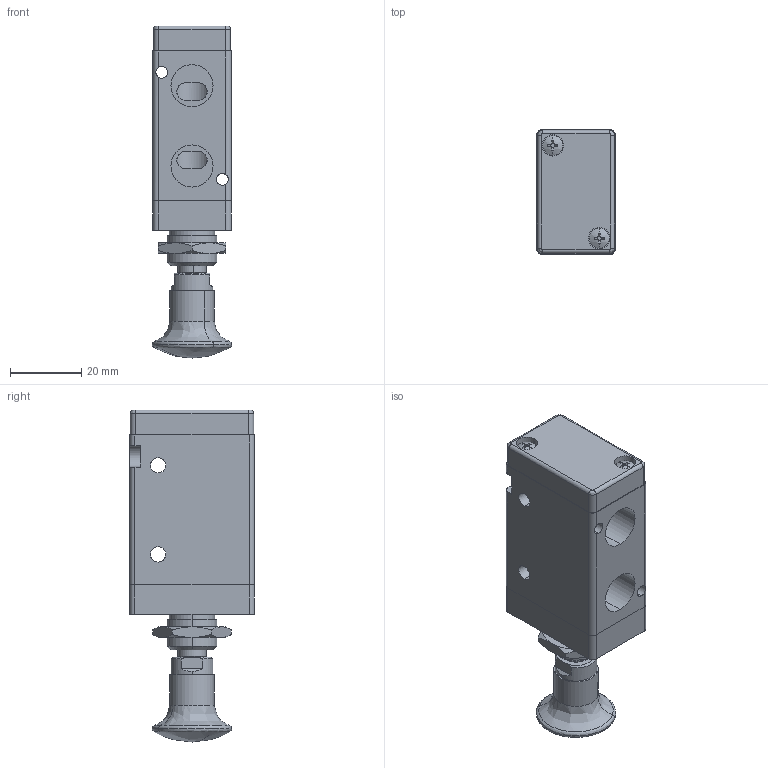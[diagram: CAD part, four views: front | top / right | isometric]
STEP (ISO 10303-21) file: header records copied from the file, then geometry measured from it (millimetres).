
FILE_DESCRIPTION (( 'STEP AP203' ), '1' );
FILE_NAME ('N3R210-08.STEP', '2017-02-27T21:22:38', ( '' ), ( '' ), 'SwSTEP 2.0', 'SolidWorks 2016', '' );
FILE_SCHEMA (( 'CONFIG_CONTROL_DESIGN' ));
Length unit declared in the file: inch
Products named in the file (11): N3R210-02+ｺ+--G-+-+; N3R210-08; cross recessed pan head screws gb_GB_CROSS_SCREWS_TYPE1 M3X8-8  H type-N; N4R110-06-+朵; single coil lock washers light type gb_GB_FASTENER_WASHER_SSWL 3; N4R110-05-ｰ+(-ｦ-+; N4R210-03+-+ｦ-G-+-+; hex socket set screws with flat point gb_GB_FASTENER_SCREWS_HSFP M5X5-N; 5V210-14ｦ-+ｦ-G-+-+; N4H210-07-·+¦-¦-+M14í-1; N3R210-08+ｺｦs-G-+-+
Assembly tree (16 placements, depth 2):
  N3R210-08
    N4R110-06-+朵
    N4R110-05-ｰ+(-ｦ-+
    hex socket set screws with flat point gb_GB_FASTENER_SCREWS_HSFP M5X5-N
    N4H210-07-·+¦-¦-+M14í-1
    cross recessed pan head screws gb_GB_CROSS_SCREWS_TYPE1 M3X8-8  H type-N  x4
    single coil lock washers light type gb_GB_FASTENER_WASHER_SSWL 3  x4
    N4R210-03+-+ｦ-G-+-+
    5V210-14ｦ-+ｦ-G-+-+
    N3R210-08+ｺｦs-G-+-+
    N3R210-02+ｺ+--G-+-+
Bounding box: 22.28 x 35 x 93.1 mm (x, y, z)
Volume: 40657.8 mm3; surface area: 20393 mm2
Topology: 16 solids, 16 shells, 379 faces, 936 edges, 593 vertices
Faces by surface type: cylinder 158, plane 150, cone 43, bspline 28
Entity records: 10125 total; most frequent: CARTESIAN_POINT 2327, DIRECTION 1414, ORIENTED_EDGE 1308, EDGE_CURVE 654, AXIS2_PLACEMENT_3D 570, VERTEX_POINT 413, EDGE_LOOP 323, CIRCLE 299
